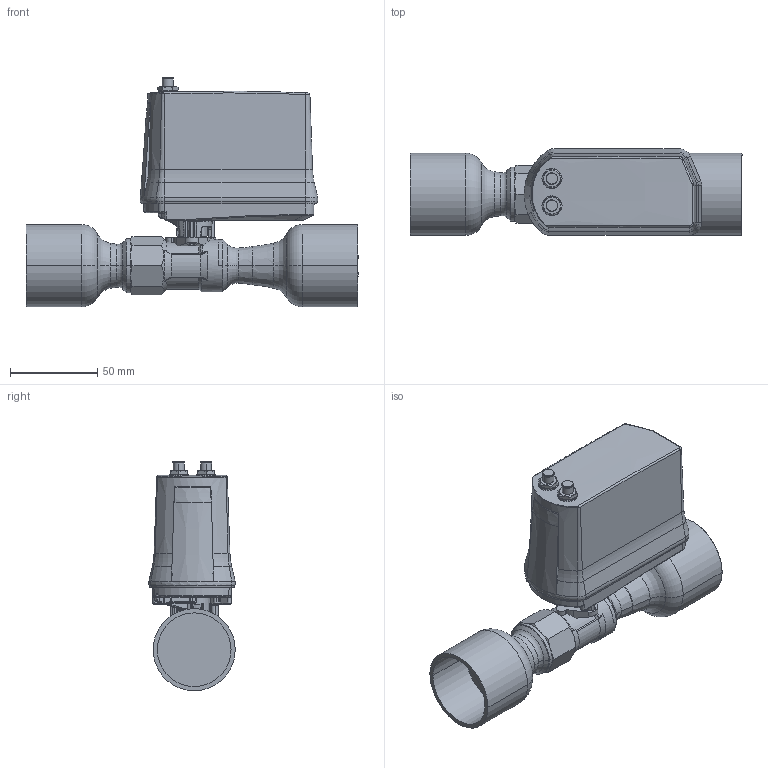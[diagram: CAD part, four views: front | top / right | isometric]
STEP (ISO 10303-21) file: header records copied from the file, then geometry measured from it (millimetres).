
FILE_DESCRIPTION((''),'2;1');
FILE_NAME('ATTUATORE1_VALVOLA_EXR50D42D42','2023-07-07T09:10:00',('massimo'),('ZETA 4'),'CREO PARAMETRIC BY PTC INC, 2022162','CREO PARAMETRIC BY PTC INC, 2022162','');
FILE_SCHEMA(('AUTOMOTIVE_DESIGN { 1 0 10303 214 1 1 1 1 }'));
Products named in the file (1): ATTUATORE1_VALVOLA_EXR50D42D42
Bounding box: 190 x 49.5 x 131.35 mm (x, y, z)
Volume: 419858.6 mm3; surface area: 66076.8 mm2
Topology: 1 solids, 2 shells, 883 faces, 2263 edges, 1358 vertices
Faces by surface type: bspline 227, plane 190, cylinder 159, cone 151, torus 117, sphere 22, extrusion 17
Entity records: 42608 total; most frequent: CARTESIAN_POINT 22062, ORIENTED_EDGE 4464, DIRECTION 3313, EDGE_CURVE 2232, VERTEX_POINT 1358, AXIS2_PLACEMENT_3D 1350, B_SPLINE_CURVE_WITH_KNOTS 942, EDGE_LOOP 902
